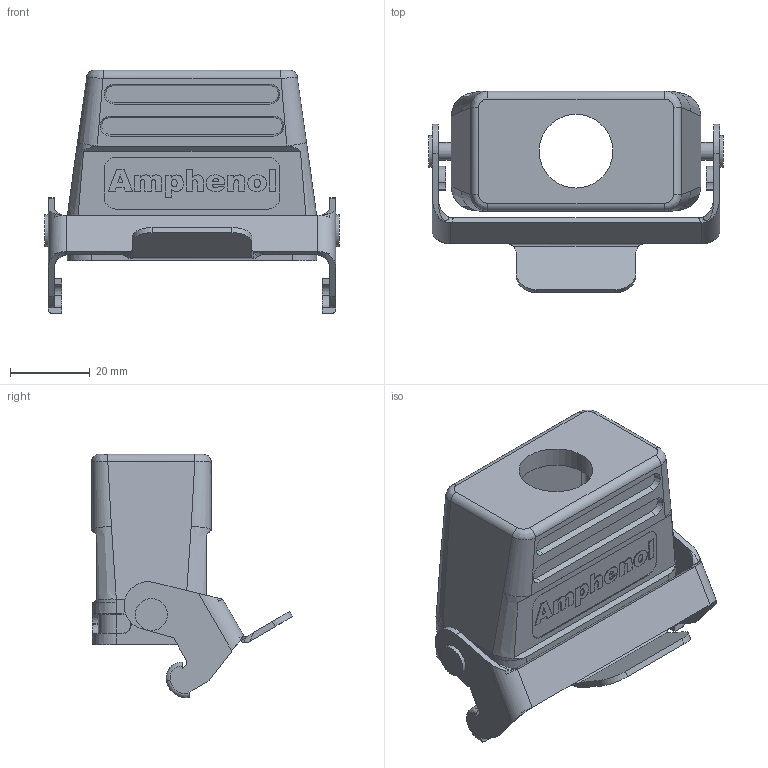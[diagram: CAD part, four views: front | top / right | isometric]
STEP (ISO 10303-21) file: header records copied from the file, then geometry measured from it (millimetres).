
FILE_DESCRIPTION(/* description */ (''),/* implementation_level */ '2;1');
FILE_NAME(/* name */ 'C146 21R010 854 4.stp',/* time_stamp */ '2018-02-02T10:37:03+01:00',/* author */ (''),/* organization */ (''),/* preprocessor_version */ 'ST-DEVELOPER v16',/* originating_system */ 'SIEMENS PLM Software NX 11.0',/* authorisation */ '');
FILE_SCHEMA (('AP203_CONFIGURATION_CONTROLLED_3D_DESIGN_OF_MECHANICAL_PARTS_AND_ASSEMBLIES_MIM_LF { 1 0 10303 403 2 1 2}'));
Length unit declared in the file: millimetre
Products named in the file (1): c146 21r010 854 4nxm001-04
Bounding box: 73.9 x 50.41 x 61.05 mm (x, y, z)
Volume: 28406.8 mm3; surface area: 23200.9 mm2
Topology: 1 solids, 1 shells, 380 faces, 977 edges, 625 vertices
Faces by surface type: plane 184, cylinder 86, bspline 47, cone 40, extrusion 23
Full cylindrical faces by diameter (mm): 2.49 x4, 2.5 x4, 3.5 x4, 4.5 x2, 8 x2, 18.5 x1
Entity records: 15770 total; most frequent: CARTESIAN_POINT 5322, ORIENTED_EDGE 1870, DIRECTION 1491, EDGE_CURVE 935, VERTEX_POINT 614, AXIS2_PLACEMENT_3D 514, VECTOR 463, LINE 440
